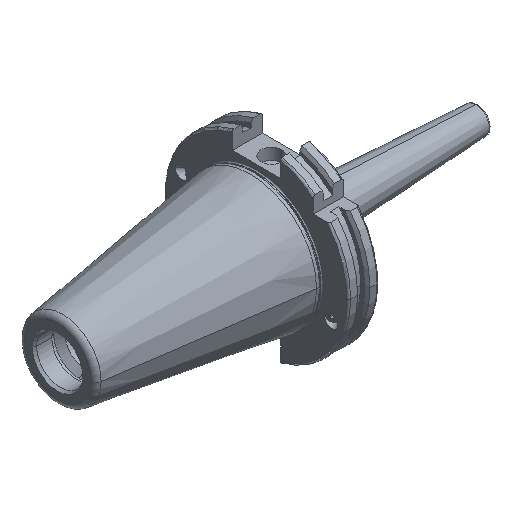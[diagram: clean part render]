
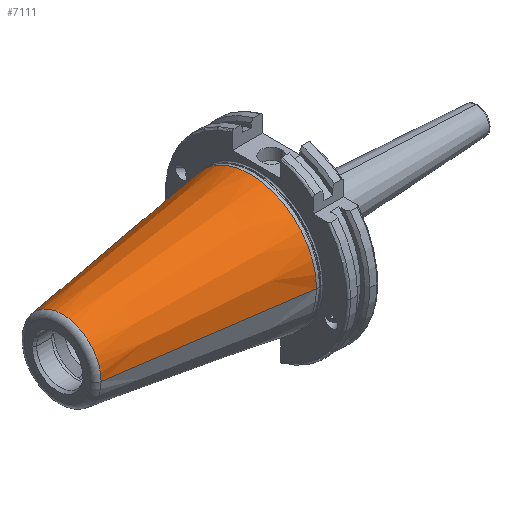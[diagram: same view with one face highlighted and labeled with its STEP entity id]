
A CAD part, isometric view. The second image highlights one B-rep face of the part: STEP entity #7111.
In plain terms, the highlighted conical face has half-angle 8.297 degrees and reference radius 34.925 mm.
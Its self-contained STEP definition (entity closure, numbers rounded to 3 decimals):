
#21 = CARTESIAN_POINT ( 'NONE',  ( 0., -34.925, 0. ) ) ;
#548 = FACE_OUTER_BOUND ( 'NONE', #5929, .T. ) ;
#665 = DIRECTION ( 'NONE',  ( 0.99, -0.144, 0. ) ) ;
#836 = DIRECTION ( 'NONE',  ( 0., -1., 0. ) ) ;
#864 = AXIS2_PLACEMENT_3D ( 'NONE', #894, #2534, #7072 ) ;
#894 = CARTESIAN_POINT ( 'NONE',  ( 0., 0., 0. ) ) ;
#954 = CONICAL_SURFACE ( 'NONE', #1652, 34.925, 0.145 ) ;
#1108 = CARTESIAN_POINT ( 'NONE',  ( 0., 0., 0. ) ) ;
#1436 = LINE ( 'NONE', #3111, #5239 ) ;
#1648 = VERTEX_POINT ( 'NONE', #5113 ) ;
#1652 = AXIS2_PLACEMENT_3D ( 'NONE', #1108, #1751, #3406 ) ;
#1734 = CIRCLE ( 'NONE', #3018, 20.461 ) ;
#1751 = DIRECTION ( 'NONE',  ( 1., 0., 0. ) ) ;
#1784 = VERTEX_POINT ( 'NONE', #4616 ) ;
#2235 = LINE ( 'NONE', #21, #5585 ) ;
#2534 = DIRECTION ( 'NONE',  ( -1., 0., 0. ) ) ;
#2585 = DIRECTION ( 'NONE',  ( -1., 0., 0. ) ) ;
#2833 = CIRCLE ( 'NONE', #864, 34.925 ) ;
#3018 = AXIS2_PLACEMENT_3D ( 'NONE', #5840, #2585, #836 ) ;
#3111 = CARTESIAN_POINT ( 'NONE',  ( 0., 34.925, 0. ) ) ;
#3350 = VERTEX_POINT ( 'NONE', #4920 ) ;
#3406 = DIRECTION ( 'NONE',  ( 0., 1., 0. ) ) ;
#3505 = ORIENTED_EDGE ( 'NONE', *, *, #5296, .T. ) ;
#4056 = ORIENTED_EDGE ( 'NONE', *, *, #4385, .F. ) ;
#4385 = EDGE_CURVE ( 'NONE', #1648, #5486, #1734, .T. ) ;
#4616 = CARTESIAN_POINT ( 'NONE',  ( 0., -34.925, 0. ) ) ;
#4920 = CARTESIAN_POINT ( 'NONE',  ( 0., 34.925, 0. ) ) ;
#4921 = EDGE_CURVE ( 'NONE', #1648, #1784, #2235, .T. ) ;
#4934 = ORIENTED_EDGE ( 'NONE', *, *, #5080, .F. ) ;
#5080 = EDGE_CURVE ( 'NONE', #5486, #3350, #1436, .T. ) ;
#5113 = CARTESIAN_POINT ( 'NONE',  ( -99.183, -20.461, 0. ) ) ;
#5239 = VECTOR ( 'NONE', #5300, 1000. ) ;
#5296 = EDGE_CURVE ( 'NONE', #1784, #3350, #2833, .T. ) ;
#5300 = DIRECTION ( 'NONE',  ( 0.99, 0.144, 0. ) ) ;
#5319 = ORIENTED_EDGE ( 'NONE', *, *, #4921, .T. ) ;
#5486 = VERTEX_POINT ( 'NONE', #5490 ) ;
#5490 = CARTESIAN_POINT ( 'NONE',  ( -99.183, 20.461, 0. ) ) ;
#5585 = VECTOR ( 'NONE', #665, 1000. ) ;
#5840 = CARTESIAN_POINT ( 'NONE',  ( -99.183, 0., 0. ) ) ;
#5929 = EDGE_LOOP ( 'NONE', ( #4056, #5319, #3505, #4934 ) ) ;
#7072 = DIRECTION ( 'NONE',  ( 0., -1., 0. ) ) ;
#7111 = ADVANCED_FACE ( 'NONE', ( #548 ), #954, .T. ) ;
